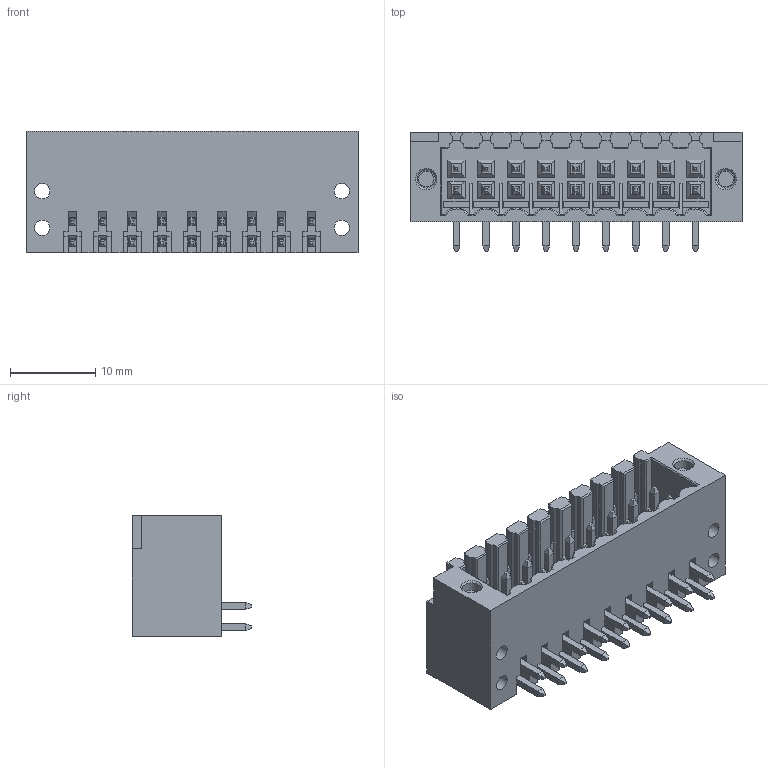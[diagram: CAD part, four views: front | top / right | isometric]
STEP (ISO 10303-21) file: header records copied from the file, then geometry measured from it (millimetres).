
FILE_DESCRIPTION( ('This file contains a STEP AP42 implementation' ,'as created by ZW3D STEP Interface translator.') ,'2;1' );
FILE_NAME( 'PM350SW-2R09BSN2.stp' ,'231129.145514', (''), ('ZWCAD Software Co.'), 'Version 1.0', 'ZW3D to STEP translator', '' );
FILE_SCHEMA(('AUTOMOTIVE_DESIGN { 1 0 10303 214 1 1 1 1 }'));
Length unit declared in the file: millimetre
Products named in the file (2): 0; PM350SW-2R09BSN2
Bounding box: 38.9 x 14 x 14.2 mm (x, y, z)
Volume: 3100.3 mm3; surface area: 5631.5 mm2
Topology: 1 solids, 1 shells, 1443 faces, 3701 edges, 2327 vertices
Faces by surface type: plane 1333, cylinder 89, bspline 17, cone 4
Full cylindrical faces by diameter (mm): 0.702 x1, 1.5 x1, 1.8 x8, 2.1 x2, 2.25 x2
Entity records: 46832 total; most frequent: CARTESIAN_POINT 10699, ORIENTED_EDGE 7402, DIRECTION 6631, EDGE_CURVE 3701, VECTOR 3233, LINE 3233, VERTEX_POINT 2327, AXIS2_PLACEMENT_3D 1699
